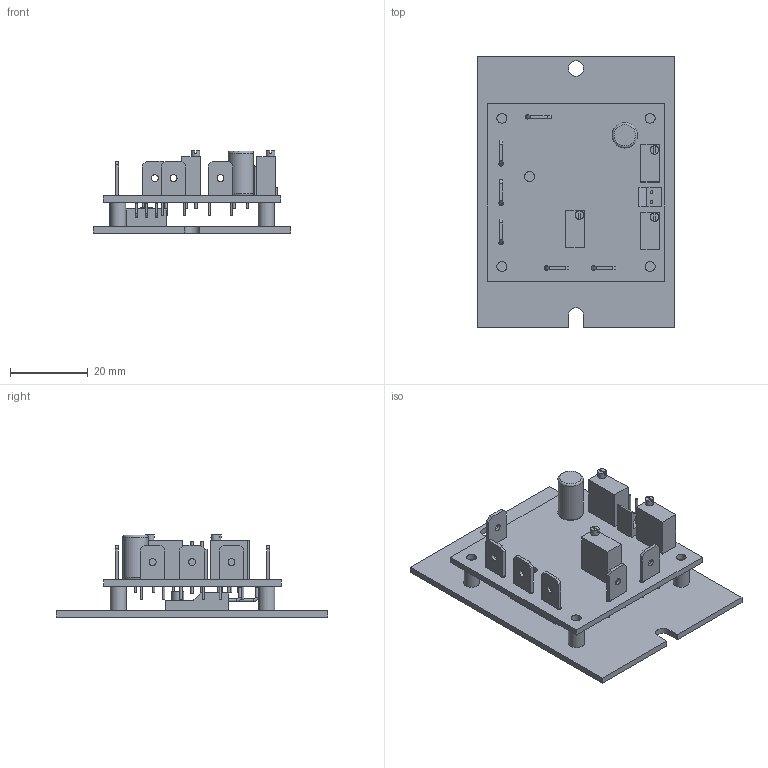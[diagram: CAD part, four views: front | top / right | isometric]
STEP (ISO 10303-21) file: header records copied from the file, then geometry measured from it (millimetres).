
FILE_DESCRIPTION(/* description */ ('Alibre Inc.'),/* implementation_level */ '2;1');
FILE_NAME(/* name */ 'export-03CEA2D8-6B33-4F05-A57B-D8AA1496D4A2',/* time_stamp */ '2022-01-18T15:51:06-05:00',/* author */ (''),/* organization */ (''),/* preprocessor_version */ 'ST-DEVELOPER v17',/* originating_system */ 'Alibre',/* authorisation */ '');
FILE_SCHEMA (('AUTOMOTIVE_DESIGN'));
Length unit declared in the file: inch
Bounding box: 50.8 x 69.85 x 21.11 mm (x, y, z)
Volume: 12071.1 mm3; surface area: 15652.1 mm2
Topology: 14 solids, 14 shells, 224 faces, 488 edges, 318 vertices
Faces by surface type: plane 151, cylinder 68, torus 5
Full cylindrical faces by diameter (mm): 0.584 x23, 0.635 x4, 0.683 x4, 0.688 x2, 1.168 x12, 1.778 x6, 2.184 x3, 2.54 x5, 3.2 x2, 3.962 x1, 4.115 x4, 6.502 x1
Entity records: 3388 total; most frequent: DIRECTION 529, CARTESIAN_POINT 529, ORIENTED_EDGE 422, AXIS2_PLACEMENT_3D 246, EDGE_LOOP 230, FACE_BOUND 230, EDGE_CURVE 211, VERTEX_POINT 169
